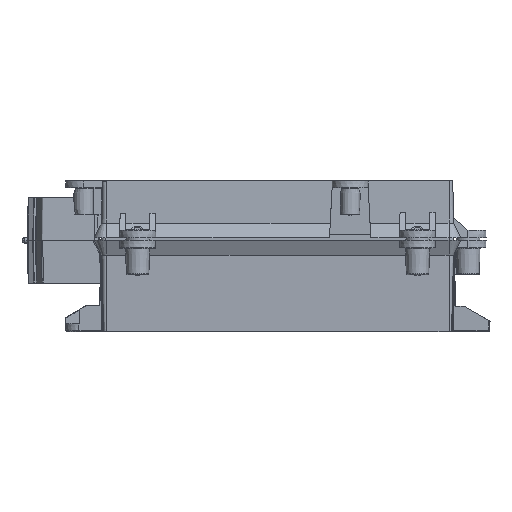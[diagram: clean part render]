
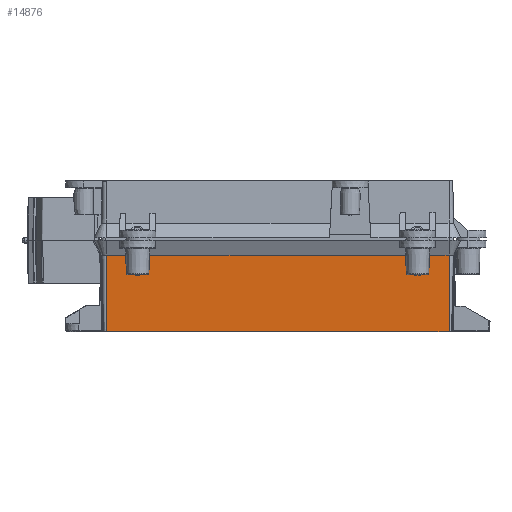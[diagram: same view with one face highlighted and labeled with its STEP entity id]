
A CAD part, left-side view. The second image highlights one B-rep face of the part: STEP entity #14876.
In plain terms, the highlighted face is planar.
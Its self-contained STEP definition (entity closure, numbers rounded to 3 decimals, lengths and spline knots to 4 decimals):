
#1861=ELLIPSE('',#107692,0.02,0.02);
#1862=ELLIPSE('',#107693,0.02,0.02);
#11054=PLANE('',#107694);
#14876=ADVANCED_FACE('',(#22175),#11054,.T.);
#22175=FACE_OUTER_BOUND('',#27799,.T.);
#27799=EDGE_LOOP('',(#64529,#64530,#64531,#64532,#64533,#64534,#64535,#64536,
#64537,#64538,#64539,#64540,#64541,#64542));
#36697=LINE('',#161024,#45246);
#36709=LINE('',#161072,#45258);
#36718=LINE('',#161093,#45267);
#36720=LINE('',#161100,#45269);
#36721=LINE('',#161101,#45270);
#36722=LINE('',#161103,#45271);
#36723=LINE('',#161105,#45272);
#36724=LINE('',#161106,#45273);
#36725=LINE('',#161107,#45274);
#36726=LINE('',#161108,#45275);
#36727=LINE('',#161109,#45276);
#36728=LINE('',#161113,#45277);
#45246=VECTOR('',#127350,1.);
#45258=VECTOR('',#127374,1.);
#45267=VECTOR('',#127387,1.);
#45269=VECTOR('',#127393,1.);
#45270=VECTOR('',#127394,1.);
#45271=VECTOR('',#127395,1.);
#45272=VECTOR('',#127396,1.);
#45273=VECTOR('',#127397,1.);
#45274=VECTOR('',#127398,1.);
#45275=VECTOR('',#127399,1.);
#45276=VECTOR('',#127400,1.);
#45277=VECTOR('',#127403,1.);
#64529=ORIENTED_EDGE('',*,*,#94367,.T.);
#64530=ORIENTED_EDGE('',*,*,#94368,.T.);
#64531=ORIENTED_EDGE('',*,*,#94365,.T.);
#64532=ORIENTED_EDGE('',*,*,#94369,.T.);
#64533=ORIENTED_EDGE('',*,*,#94370,.F.);
#64534=ORIENTED_EDGE('',*,*,#94371,.T.);
#64535=ORIENTED_EDGE('',*,*,#94355,.T.);
#64536=ORIENTED_EDGE('',*,*,#94372,.T.);
#64537=ORIENTED_EDGE('',*,*,#94373,.T.);
#64538=ORIENTED_EDGE('',*,*,#94374,.T.);
#64539=ORIENTED_EDGE('',*,*,#94337,.T.);
#64540=ORIENTED_EDGE('',*,*,#94375,.T.);
#64541=ORIENTED_EDGE('',*,*,#94376,.T.);
#64542=ORIENTED_EDGE('',*,*,#94377,.T.);
#82316=VERTEX_POINT('',#160908);
#82319=VERTEX_POINT('',#160928);
#82348=VERTEX_POINT('',#161023);
#82349=VERTEX_POINT('',#161025);
#82364=VERTEX_POINT('',#161071);
#82365=VERTEX_POINT('',#161073);
#82374=VERTEX_POINT('',#161092);
#82375=VERTEX_POINT('',#161094);
#82376=VERTEX_POINT('',#161098);
#82377=VERTEX_POINT('',#161099);
#82378=VERTEX_POINT('',#161102);
#82379=VERTEX_POINT('',#161104);
#82380=VERTEX_POINT('',#161110);
#82381=VERTEX_POINT('',#161112);
#94337=EDGE_CURVE('',#82349,#82348,#36697,.T.);
#94355=EDGE_CURVE('',#82365,#82364,#36709,.T.);
#94365=EDGE_CURVE('',#82375,#82374,#36718,.T.);
#94367=EDGE_CURVE('',#82376,#82377,#1861,.T.);
#94368=EDGE_CURVE('',#82377,#82375,#36720,.T.);
#94369=EDGE_CURVE('',#82374,#82378,#36721,.T.);
#94370=EDGE_CURVE('',#82379,#82378,#36722,.T.);
#94371=EDGE_CURVE('',#82379,#82365,#36723,.T.);
#94372=EDGE_CURVE('',#82364,#82316,#36724,.T.);
#94373=EDGE_CURVE('',#82316,#82319,#36725,.T.);
#94374=EDGE_CURVE('',#82319,#82349,#36726,.T.);
#94375=EDGE_CURVE('',#82348,#82380,#36727,.T.);
#94376=EDGE_CURVE('',#82380,#82381,#1862,.T.);
#94377=EDGE_CURVE('',#82381,#82376,#36728,.T.);
#107692=AXIS2_PLACEMENT_3D('',#161097,#127391,#127392);
#107693=AXIS2_PLACEMENT_3D('',#161111,#127401,#127402);
#107694=AXIS2_PLACEMENT_3D('',#161114,#127404,#127405);
#127350=DIRECTION('',(0.,1.,0.));
#127374=DIRECTION('',(0.,1.,0.));
#127387=DIRECTION('',(0.,1.,0.));
#127391=DIRECTION('',(-1.,0.,-0.026));
#127392=DIRECTION('',(-0.026,0.,1.));
#127393=DIRECTION('',(0.026,0.017,-1.));
#127394=DIRECTION('',(-0.026,0.,1.));
#127395=DIRECTION('',(0.,1.,0.));
#127396=DIRECTION('',(0.026,0.,-1.));
#127397=DIRECTION('',(-0.026,0.017,1.));
#127398=DIRECTION('',(0.,1.,0.));
#127399=DIRECTION('',(0.026,0.017,-1.));
#127400=DIRECTION('',(-0.026,0.017,1.));
#127401=DIRECTION('',(-1.,0.,-0.026));
#127402=DIRECTION('',(0.026,0.,-1.));
#127403=DIRECTION('',(0.,1.,0.));
#127404=DIRECTION('',(1.,0.,0.026));
#127405=DIRECTION('',(0.026,0.,-1.));
#160908=CARTESIAN_POINT('',(4.5641,0.3669,0.3879));
#160928=CARTESIAN_POINT('',(4.5641,0.4311,0.3879));
#161023=CARTESIAN_POINT('',(4.57,3.465,0.1624));
#161024=CARTESIAN_POINT('',(4.57,0.05,0.1624));
#161025=CARTESIAN_POINT('',(4.57,0.435,0.1624));
#161071=CARTESIAN_POINT('',(4.57,0.3629,0.1624));
#161072=CARTESIAN_POINT('',(4.57,0.05,0.1624));
#161073=CARTESIAN_POINT('',(4.57,0.05,0.1624));
#161092=CARTESIAN_POINT('',(4.57,3.85,0.1624));
#161093=CARTESIAN_POINT('',(4.57,0.05,0.1624));
#161094=CARTESIAN_POINT('',(4.57,3.5371,0.1624));
#161097=CARTESIAN_POINT('',(4.5646,3.5135,0.3679));
#161098=CARTESIAN_POINT('',(4.5641,3.5135,0.3879));
#161099=CARTESIAN_POINT('',(4.5646,3.5335,0.3682));
#161100=CARTESIAN_POINT('',(4.5684,3.536,0.2232));
#161101=CARTESIAN_POINT('',(4.57,3.85,0.1624));
#161102=CARTESIAN_POINT('',(4.5478,3.85,1.011));
#161103=CARTESIAN_POINT('',(4.5478,0.05,1.011));
#161104=CARTESIAN_POINT('',(4.5478,0.05,1.011));
#161105=CARTESIAN_POINT('',(4.57,0.05,0.1624));
#161106=CARTESIAN_POINT('',(4.5642,0.3668,0.3831));
#161107=CARTESIAN_POINT('',(4.5641,0.05,0.3879));
#161108=CARTESIAN_POINT('',(4.57,0.435,0.1625));
#161109=CARTESIAN_POINT('',(4.5716,3.4639,0.1029));
#161110=CARTESIAN_POINT('',(4.5646,3.4686,0.3682));
#161111=CARTESIAN_POINT('',(4.5646,3.4885,0.3679));
#161112=CARTESIAN_POINT('',(4.5641,3.4885,0.3879));
#161113=CARTESIAN_POINT('',(4.5641,3.5135,0.3879));
#161114=CARTESIAN_POINT('',(4.57,0.05,0.1624));
